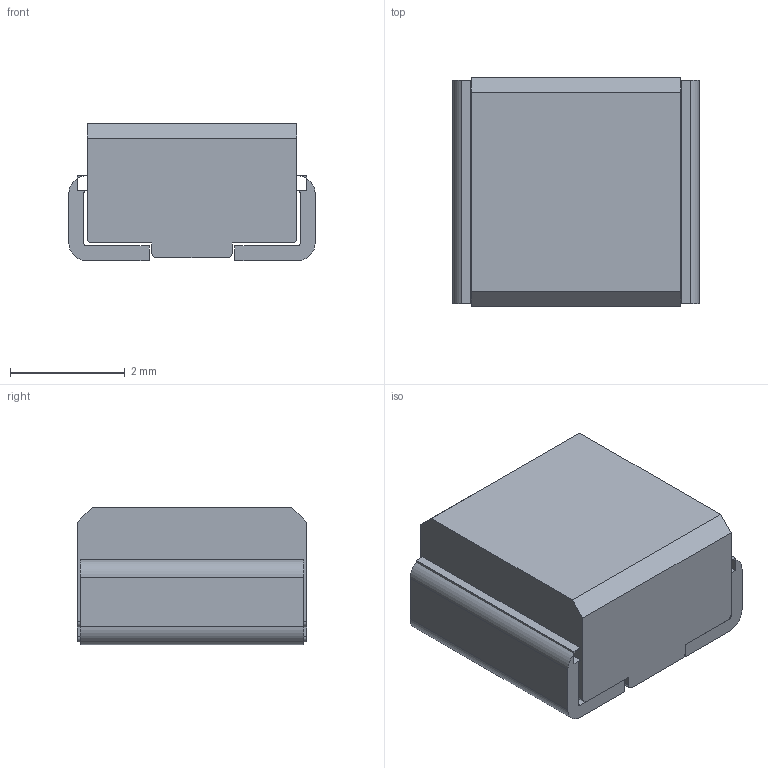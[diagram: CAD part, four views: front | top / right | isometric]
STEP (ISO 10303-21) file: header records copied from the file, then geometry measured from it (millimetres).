
FILE_DESCRIPTION (( 'STEP AP214' ), '1' );
FILE_NAME ( 'INDM430X400X240L140X390N.STEP', '2022-07-17T11:28:02', ( '' ), ( '' ), '', '©2017 PCB Libraries, Inc.', '' );
FILE_SCHEMA (( 'AUTOMOTIVE_DESIGN' ));
Length unit declared in the file: millimetre
Products named in the file (1): INDM430X400X240L140X390N
Bounding box: 4.3 x 4 x 2.4 mm (x, y, z)
Volume: 36.6 mm3; surface area: 110.6 mm2
Topology: 3 solids, 3 shells, 48 faces, 122 edges, 80 vertices
Faces by surface type: plane 36, cylinder 12
Entity records: 1522 total; most frequent: CARTESIAN_POINT 235, DIRECTION 228, ORIENTED_EDGE 228, EDGE_CURVE 114, VECTOR 90, LINE 90, VERTEX_POINT 76, AXIS2_PLACEMENT_3D 69
